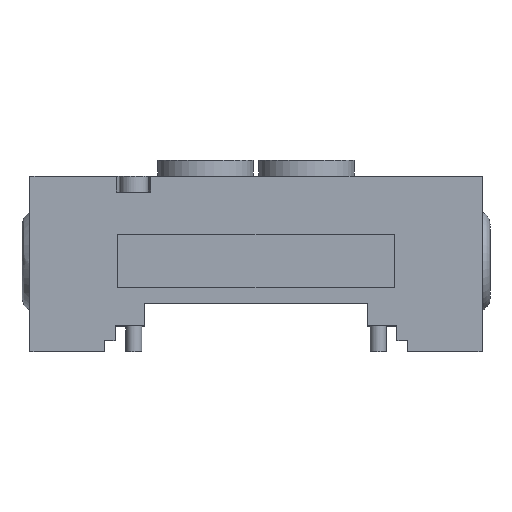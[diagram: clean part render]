
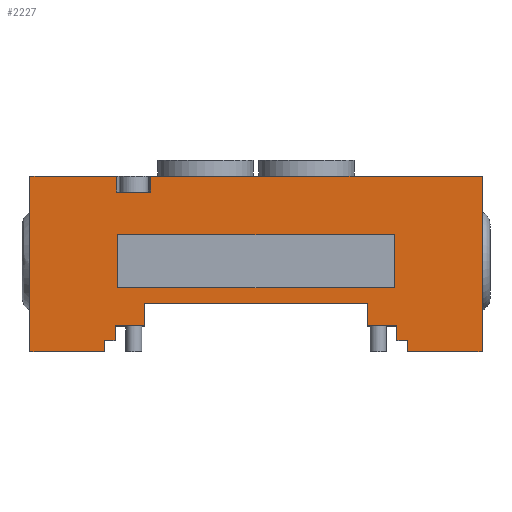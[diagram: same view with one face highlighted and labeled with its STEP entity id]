
A CAD part, top view. The second image highlights one B-rep face of the part: STEP entity #2227.
In plain terms, the highlighted planar face has unit normal (0, 0, 1).
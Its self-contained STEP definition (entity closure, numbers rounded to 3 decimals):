
#51=CARTESIAN_POINT('',(-28.5,-14.9,9.25));
#52=VERTEX_POINT('',#51);
#59=CARTESIAN_POINT('',(-28.5,-17.,9.25));
#60=VERTEX_POINT('',#59);
#61=CARTESIAN_POINT('',(-28.5,-14.9,9.25));
#62=DIRECTION('',(0.0,-1.0,0.0));
#63=VECTOR('',#62,2.1);
#64=LINE('',#61,#63);
#65=EDGE_CURVE('',#52,#60,#64,.T.);
#148=CARTESIAN_POINT('',(-42.5,0.,9.25));
#149=VERTEX_POINT('',#148);
#184=CARTESIAN_POINT('',(-42.5,16.,9.25));
#185=VERTEX_POINT('',#184);
#186=CARTESIAN_POINT('',(-42.5,0.,9.25));
#187=DIRECTION('',(0.0,1.0,0.0));
#188=VECTOR('',#187,16.);
#189=LINE('',#186,#188);
#190=EDGE_CURVE('',#149,#185,#189,.T.);
#223=CARTESIAN_POINT('',(-42.5,-17.,9.25));
#224=VERTEX_POINT('',#223);
#231=CARTESIAN_POINT('',(-42.5,-17.,9.25));
#232=DIRECTION('',(0.0,1.0,0.0));
#233=VECTOR('',#232,17.0);
#234=LINE('',#231,#233);
#235=EDGE_CURVE('',#224,#149,#234,.T.);
#253=CARTESIAN_POINT('',(-28.5,-17.,9.25));
#254=DIRECTION('',(-1.0,0.0,0.0));
#255=VECTOR('',#254,14.);
#256=LINE('',#253,#255);
#257=EDGE_CURVE('',#60,#224,#256,.T.);
#278=CARTESIAN_POINT('',(42.5,0.,9.25));
#279=VERTEX_POINT('',#278);
#322=CARTESIAN_POINT('',(42.5,16.,9.25));
#323=VERTEX_POINT('',#322);
#330=CARTESIAN_POINT('',(42.5,0.,9.25));
#331=DIRECTION('',(0.0,1.0,0.0));
#332=VECTOR('',#331,16.);
#333=LINE('',#330,#332);
#334=EDGE_CURVE('',#279,#323,#333,.T.);
#345=CARTESIAN_POINT('',(42.5,-17.,9.25));
#346=VERTEX_POINT('',#345);
#347=CARTESIAN_POINT('',(42.5,-17.,9.25));
#348=DIRECTION('',(0.0,1.0,0.0));
#349=VECTOR('',#348,17.0);
#350=LINE('',#347,#349);
#351=EDGE_CURVE('',#346,#279,#350,.T.);
#376=CARTESIAN_POINT('',(28.5,-17.,9.25));
#377=VERTEX_POINT('',#376);
#378=CARTESIAN_POINT('',(28.5,-17.,9.25));
#379=DIRECTION('',(1.0,0.0,0.0));
#380=VECTOR('',#379,14.);
#381=LINE('',#378,#380);
#382=EDGE_CURVE('',#377,#346,#381,.T.);
#406=CARTESIAN_POINT('',(28.5,-14.9,9.25));
#407=VERTEX_POINT('',#406);
#423=CARTESIAN_POINT('',(28.5,-14.9,9.25));
#424=DIRECTION('',(0.0,-1.0,0.0));
#425=VECTOR('',#424,2.1);
#426=LINE('',#423,#425);
#427=EDGE_CURVE('',#407,#377,#426,.T.);
#833=CARTESIAN_POINT('',(21.,-12.15,9.25));
#834=VERTEX_POINT('',#833);
#841=CARTESIAN_POINT('',(21.0,-8.,9.25));
#842=VERTEX_POINT('',#841);
#843=CARTESIAN_POINT('',(21.0,-8.,9.25));
#844=DIRECTION('',(0.0,-1.0,0.0));
#845=VECTOR('',#844,4.15);
#846=LINE('',#843,#845);
#847=EDGE_CURVE('',#842,#834,#846,.T.);
#872=CARTESIAN_POINT('',(-21.0,-8.,9.25));
#873=VERTEX_POINT('',#872);
#874=CARTESIAN_POINT('',(-21.0,-8.,9.25));
#875=DIRECTION('',(1.0,0.0,0.0));
#876=VECTOR('',#875,42.0);
#877=LINE('',#874,#876);
#878=EDGE_CURVE('',#873,#842,#877,.T.);
#903=CARTESIAN_POINT('',(-21.,-12.15,9.25));
#904=VERTEX_POINT('',#903);
#905=CARTESIAN_POINT('',(-21.,-12.15,9.25));
#906=DIRECTION('',(0.0,1.0,0.0));
#907=VECTOR('',#906,4.15);
#908=LINE('',#905,#907);
#909=EDGE_CURVE('',#904,#873,#908,.T.);
#934=CARTESIAN_POINT('',(-26.5,-12.15,9.25));
#935=VERTEX_POINT('',#934);
#936=CARTESIAN_POINT('',(-26.5,-12.15,9.25));
#937=DIRECTION('',(1.0,0.0,0.0));
#938=VECTOR('',#937,5.5);
#939=LINE('',#936,#938);
#940=EDGE_CURVE('',#935,#904,#939,.T.);
#968=CARTESIAN_POINT('',(-26.5,-14.9,9.25));
#969=VERTEX_POINT('',#968);
#970=CARTESIAN_POINT('',(-26.5,-14.9,9.25));
#971=DIRECTION('',(0.0,1.0,0.0));
#972=VECTOR('',#971,2.75);
#973=LINE('',#970,#972);
#974=EDGE_CURVE('',#969,#935,#973,.T.);
#997=CARTESIAN_POINT('',(-28.5,-14.9,9.25));
#998=DIRECTION('',(1.0,0.0,0.0));
#999=VECTOR('',#998,2.);
#1000=LINE('',#997,#999);
#1001=EDGE_CURVE('',#52,#969,#1000,.T.);
#1021=CARTESIAN_POINT('',(26.5,-14.9,9.25));
#1022=VERTEX_POINT('',#1021);
#1023=CARTESIAN_POINT('',(26.5,-14.9,9.25));
#1024=DIRECTION('',(1.0,0.0,0.0));
#1025=VECTOR('',#1024,2.);
#1026=LINE('',#1023,#1025);
#1027=EDGE_CURVE('',#1022,#407,#1026,.T.);
#1052=CARTESIAN_POINT('',(26.5,-12.15,9.25));
#1053=VERTEX_POINT('',#1052);
#1054=CARTESIAN_POINT('',(26.5,-12.15,9.25));
#1055=DIRECTION('',(0.0,-1.0,0.0));
#1056=VECTOR('',#1055,2.75);
#1057=LINE('',#1054,#1056);
#1058=EDGE_CURVE('',#1053,#1022,#1057,.T.);
#1081=CARTESIAN_POINT('',(21.,-12.15,9.25));
#1082=DIRECTION('',(1.0,0.0,0.0));
#1083=VECTOR('',#1082,5.5);
#1084=LINE('',#1081,#1083);
#1085=EDGE_CURVE('',#834,#1053,#1084,.T.);
#1299=CARTESIAN_POINT('',(26.0,-5.,9.25));
#1300=VERTEX_POINT('',#1299);
#1307=CARTESIAN_POINT('',(26.0,5.,9.25));
#1308=VERTEX_POINT('',#1307);
#1309=CARTESIAN_POINT('',(26.0,5.,9.25));
#1310=DIRECTION('',(0.0,-1.0,0.0));
#1311=VECTOR('',#1310,10.);
#1312=LINE('',#1309,#1311);
#1313=EDGE_CURVE('',#1308,#1300,#1312,.T.);
#1966=CARTESIAN_POINT('',(-19.75,13.0,9.25));
#1967=VERTEX_POINT('',#1966);
#1976=CARTESIAN_POINT('',(-19.75,16.,9.25));
#1977=VERTEX_POINT('',#1976);
#1978=CARTESIAN_POINT('',(-19.75,16.,9.25));
#1979=DIRECTION('',(0.0,-1.0,0.0));
#1980=VECTOR('',#1979,3.);
#1981=LINE('',#1978,#1980);
#1982=EDGE_CURVE('',#1977,#1967,#1981,.T.);
#2039=CARTESIAN_POINT('',(-26.25,13.0,9.25));
#2040=VERTEX_POINT('',#2039);
#2048=CARTESIAN_POINT('',(-26.25,16.,9.25));
#2049=VERTEX_POINT('',#2048);
#2056=CARTESIAN_POINT('',(-26.25,13.0,9.25));
#2057=DIRECTION('',(0.0,1.0,0.0));
#2058=VECTOR('',#2057,3.);
#2059=LINE('',#2056,#2058);
#2060=EDGE_CURVE('',#2040,#2049,#2059,.T.);
#2073=CARTESIAN_POINT('',(-19.75,13.0,9.25));
#2074=DIRECTION('',(-1.0,0.0,0.0));
#2075=VECTOR('',#2074,6.5);
#2076=LINE('',#2073,#2075);
#2077=EDGE_CURVE('',#1967,#2040,#2076,.T.);
#2091=CARTESIAN_POINT('',(-26.0,-5.,9.25));
#2092=VERTEX_POINT('',#2091);
#2099=CARTESIAN_POINT('',(26.0,-5.,9.25));
#2100=DIRECTION('',(-1.0,0.0,0.0));
#2101=VECTOR('',#2100,52.0);
#2102=LINE('',#2099,#2101);
#2103=EDGE_CURVE('',#1300,#2092,#2102,.T.);
#2115=CARTESIAN_POINT('',(-26.0,5.,9.25));
#2116=VERTEX_POINT('',#2115);
#2123=CARTESIAN_POINT('',(-26.0,-5.,9.25));
#2124=DIRECTION('',(0.0,1.0,0.0));
#2125=VECTOR('',#2124,10.);
#2126=LINE('',#2123,#2125);
#2127=EDGE_CURVE('',#2092,#2116,#2126,.T.);
#2140=CARTESIAN_POINT('',(-26.0,5.,9.25));
#2141=DIRECTION('',(1.0,0.0,0.0));
#2142=VECTOR('',#2141,52.0);
#2143=LINE('',#2140,#2142);
#2144=EDGE_CURVE('',#2116,#1308,#2143,.T.);
#2158=CARTESIAN_POINT('',(-42.5,16.,9.25));
#2159=DIRECTION('',(1.0,0.0,0.0));
#2160=VECTOR('',#2159,16.25);
#2161=LINE('',#2158,#2160);
#2162=EDGE_CURVE('',#185,#2049,#2161,.T.);
#2167=CARTESIAN_POINT('',(-19.75,16.,9.25));
#2168=DIRECTION('',(1.0,0.0,0.0));
#2169=VECTOR('',#2168,62.25);
#2170=LINE('',#2167,#2169);
#2171=EDGE_CURVE('',#1977,#323,#2170,.T.);
#2192=CARTESIAN_POINT('',(0.,-0.75,9.25));
#2193=DIRECTION('',(0.0,0.0,1.0));
#2194=DIRECTION('',(1.0,0.0,0.0));
#2195=AXIS2_PLACEMENT_3D('',#2192,#2193,#2194);
#2196=PLANE('',#2195);
#2197=ORIENTED_EDGE('',*,*,#1027,.T.);
#2198=ORIENTED_EDGE('',*,*,#427,.T.);
#2199=ORIENTED_EDGE('',*,*,#382,.T.);
#2200=ORIENTED_EDGE('',*,*,#351,.T.);
#2201=ORIENTED_EDGE('',*,*,#334,.T.);
#2202=ORIENTED_EDGE('',*,*,#2171,.F.);
#2203=ORIENTED_EDGE('',*,*,#1982,.T.);
#2204=ORIENTED_EDGE('',*,*,#2077,.T.);
#2205=ORIENTED_EDGE('',*,*,#2060,.T.);
#2206=ORIENTED_EDGE('',*,*,#2162,.F.);
#2207=ORIENTED_EDGE('',*,*,#190,.F.);
#2208=ORIENTED_EDGE('',*,*,#235,.F.);
#2209=ORIENTED_EDGE('',*,*,#257,.F.);
#2210=ORIENTED_EDGE('',*,*,#65,.F.);
#2211=ORIENTED_EDGE('',*,*,#1001,.T.);
#2212=ORIENTED_EDGE('',*,*,#974,.T.);
#2213=ORIENTED_EDGE('',*,*,#940,.T.);
#2214=ORIENTED_EDGE('',*,*,#909,.T.);
#2215=ORIENTED_EDGE('',*,*,#878,.T.);
#2216=ORIENTED_EDGE('',*,*,#847,.T.);
#2217=ORIENTED_EDGE('',*,*,#1085,.T.);
#2218=ORIENTED_EDGE('',*,*,#1058,.T.);
#2219=EDGE_LOOP('',(#2197,#2198,#2199,#2200,#2201,#2202,#2203,#2204,#2205,#2206,#2207,#2208,#2209,#2210,#2211,#2212,#2213,#2214,#2215,#2216,#2217,#2218));
#2220=FACE_OUTER_BOUND('',#2219,.T.);
#2221=ORIENTED_EDGE('',*,*,#2103,.T.);
#2222=ORIENTED_EDGE('',*,*,#2127,.T.);
#2223=ORIENTED_EDGE('',*,*,#2144,.T.);
#2224=ORIENTED_EDGE('',*,*,#1313,.T.);
#2225=EDGE_LOOP('',(#2221,#2222,#2223,#2224));
#2226=FACE_BOUND('',#2225,.T.);
#2227=ADVANCED_FACE('',(#2220,#2226),#2196,.T.);
